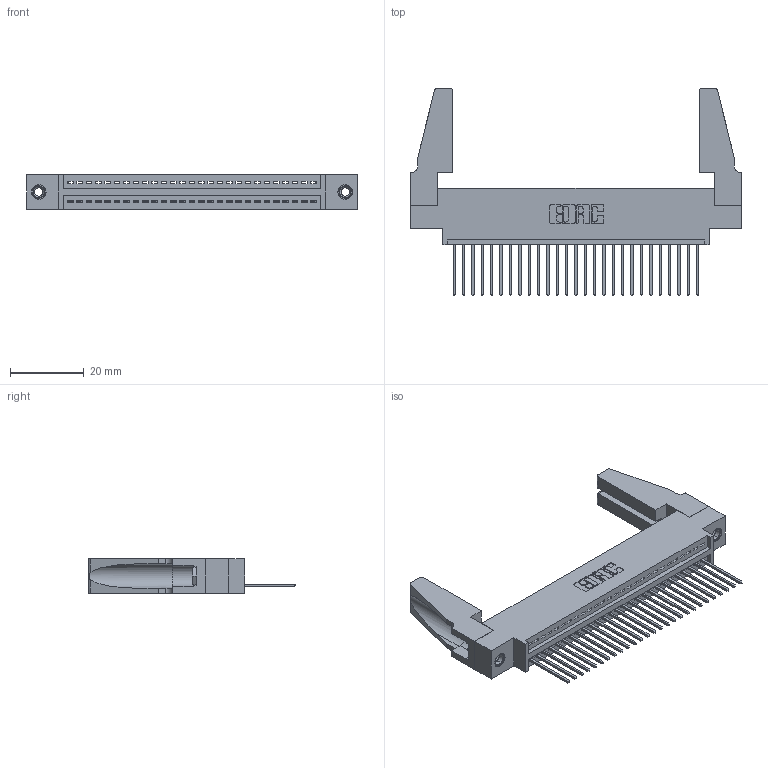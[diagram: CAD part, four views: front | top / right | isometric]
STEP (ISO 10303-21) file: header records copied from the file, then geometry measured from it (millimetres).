
FILE_DESCRIPTION (( 'STEP AP203' ), '1' );
FILE_NAME ('345-027-540-688.STEP', '2019-10-07T04:02:56', ( '' ), ( '' ), 'SwSTEP 2.0', 'SolidWorks 2016', '' );
FILE_SCHEMA (( 'CONFIG_CONTROL_DESIGN' ));
Length unit declared in the file: inch
Products named in the file (5): 345 Part_0.170 Offset - 0.156 Dia-TH; 345-220-078_345-220-088; 345-250-001_345-250-001-102; 345-292-001_345-293-140; 345-027-540-688
Assembly tree (32 placements, depth 2):
  345-027-540-688
    345 Part_0.170 Offset - 0.156 Dia-TH
    345-292-001_345-293-140  x27
    345-250-001_345-250-001-102  x2
    345-220-078_345-220-088  x2
Bounding box: 89.81 x 56.31 x 9.4 mm (x, y, z)
Volume: 11583.5 mm3; surface area: 14386.1 mm2
Topology: 32 solids, 32 shells, 1820 faces, 5419 edges, 3566 vertices
Faces by surface type: plane 1236, cylinder 568, cone 12, torus 4
Entity records: 24638 total; most frequent: CARTESIAN_POINT 4259, ORIENTED_EDGE 4180, DIRECTION 3748, EDGE_CURVE 2090, LINE 1808, VECTOR 1808, VERTEX_POINT 1386, AXIS2_PLACEMENT_3D 970
